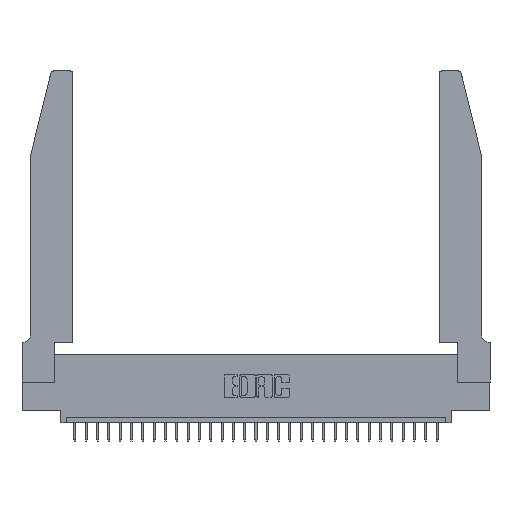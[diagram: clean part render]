
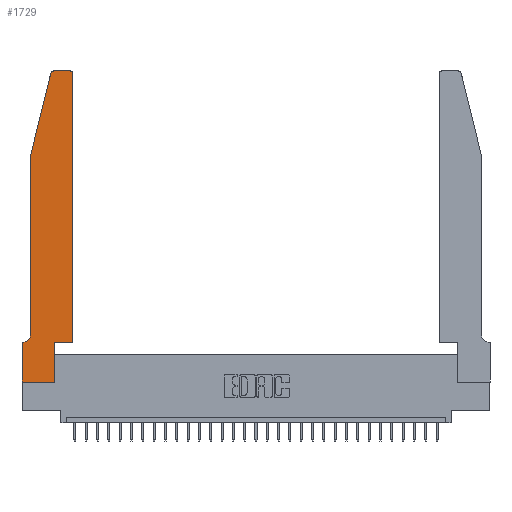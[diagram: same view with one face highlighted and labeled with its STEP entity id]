
A CAD part, top view. The second image highlights one B-rep face of the part: STEP entity #1729.
In plain terms, the highlighted planar face has unit normal (0, 0, 1).
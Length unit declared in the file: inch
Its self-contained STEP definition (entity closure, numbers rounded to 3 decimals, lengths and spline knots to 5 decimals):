
#324 = CARTESIAN_POINT ( 'NONE',  ( 0., 0., 0.37 ) ) ;
#1098 = CARTESIAN_POINT ( 'NONE',  ( 0.0755, 0.35, 0.37 ) ) ;
#1393 = CARTESIAN_POINT ( 'NONE',  ( 0.2865, 0.35, 0.37 ) ) ;
#1729 = ADVANCED_FACE ( 'NONE', ( #18325 ), #2709, .T. ) ;
#1862 = LINE ( 'NONE', #1098, #29202 ) ;
#1922 = ORIENTED_EDGE ( 'NONE', *, *, #5949, .T. ) ;
#2316 = CARTESIAN_POINT ( 'NONE',  ( 0.0055, 0.35, 0.37 ) ) ;
#2396 = CARTESIAN_POINT ( 'NONE',  ( 0.0755, 2., 0.37 ) ) ;
#2457 = ORIENTED_EDGE ( 'NONE', *, *, #9045, .T. ) ;
#2709 = PLANE ( 'NONE',  #19653 ) ;
#2967 = AXIS2_PLACEMENT_3D ( 'NONE', #5826, #10689, #27416 ) ;
#3189 = LINE ( 'NONE', #19738, #17443 ) ;
#3248 = CIRCLE ( 'NONE', #2967, 0.07 ) ;
#3718 = ORIENTED_EDGE ( 'NONE', *, *, #17555, .T. ) ;
#3912 = VECTOR ( 'NONE', #4046, 39.37008 ) ;
#4046 = DIRECTION ( 'NONE',  ( 0., 1., 0. ) ) ;
#4349 = CARTESIAN_POINT ( 'NONE',  ( 0.4505, 2.72, 0.37 ) ) ;
#4517 = ORIENTED_EDGE ( 'NONE', *, *, #13075, .T. ) ;
#4561 = CARTESIAN_POINT ( 'NONE',  ( 0.2865, 0.35, 0.37 ) ) ;
#4667 = DIRECTION ( 'NONE',  ( 0., -1., 0. ) ) ;
#4843 = DIRECTION ( 'NONE',  ( 0., 1., 0. ) ) ;
#4885 = VERTEX_POINT ( 'NONE', #5814 ) ;
#4941 = CARTESIAN_POINT ( 'NONE',  ( 0., 0.35, 0.37 ) ) ;
#5447 = DIRECTION ( 'NONE',  ( 0., -1., 0. ) ) ;
#5498 = DIRECTION ( 'NONE',  ( -0.239, -0.971, 0. ) ) ;
#5504 = VERTEX_POINT ( 'NONE', #4941 ) ;
#5814 = CARTESIAN_POINT ( 'NONE',  ( 0., 0., 0.37 ) ) ;
#5826 = CARTESIAN_POINT ( 'NONE',  ( 0.0055, 0.42, 0.37 ) ) ;
#5949 = EDGE_CURVE ( 'NONE', #26738, #18127, #19103, .T. ) ;
#5979 = CARTESIAN_POINT ( 'NONE',  ( 0.0755, 2., 0.37 ) ) ;
#6019 = EDGE_CURVE ( 'NONE', #20514, #5504, #1862, .T. ) ;
#6461 = LINE ( 'NONE', #324, #9839 ) ;
#7377 = VECTOR ( 'NONE', #4667, 39.37008 ) ;
#7388 = ORIENTED_EDGE ( 'NONE', *, *, #22579, .T. ) ;
#7421 = DIRECTION ( 'NONE',  ( 0., 0., 1. ) ) ;
#7708 = CARTESIAN_POINT ( 'NONE',  ( 0.4505, 0.35, 0.37 ) ) ;
#7985 = AXIS2_PLACEMENT_3D ( 'NONE', #29291, #29586, #10561 ) ;
#8051 = CARTESIAN_POINT ( 'NONE',  ( 0.0755, 0.42, 0.37 ) ) ;
#9045 = EDGE_CURVE ( 'NONE', #19190, #26738, #14753, .T. ) ;
#9482 = ORIENTED_EDGE ( 'NONE', *, *, #20217, .T. ) ;
#9839 = VECTOR ( 'NONE', #19813, 39.37008 ) ;
#10418 = CARTESIAN_POINT ( 'NONE',  ( 0.2865, 0., 0.37 ) ) ;
#10561 = DIRECTION ( 'NONE',  ( 1., 0., 0. ) ) ;
#10689 = DIRECTION ( 'NONE',  ( 0., 0., -1. ) ) ;
#11173 = DIRECTION ( 'NONE',  ( -1., 0., 0. ) ) ;
#11994 = EDGE_LOOP ( 'NONE', ( #13976, #2457, #1922, #4517, #18377, #26396, #27885, #9482, #30381, #3718, #28156, #7388 ) ) ;
#12164 = AXIS2_PLACEMENT_3D ( 'NONE', #27568, #25247, #21630 ) ;
#12169 = EDGE_CURVE ( 'NONE', #25931, #20514, #3248, .T. ) ;
#13075 = EDGE_CURVE ( 'NONE', #18127, #25931, #3189, .T. ) ;
#13923 = EDGE_CURVE ( 'NONE', #14951, #16452, #14772, .T. ) ;
#13948 = EDGE_CURVE ( 'NONE', #19698, #22367, #22265, .T. ) ;
#13976 = ORIENTED_EDGE ( 'NONE', *, *, #14574, .T. ) ;
#14574 = EDGE_CURVE ( 'NONE', #21553, #19190, #17390, .T. ) ;
#14753 = CIRCLE ( 'NONE', #12164, 0.03 ) ;
#14772 = LINE ( 'NONE', #28440, #3912 ) ;
#14951 = VERTEX_POINT ( 'NONE', #7708 ) ;
#16452 = VERTEX_POINT ( 'NONE', #4349 ) ;
#17036 = VECTOR ( 'NONE', #4843, 39.37008 ) ;
#17390 = LINE ( 'NONE', #25240, #27084 ) ;
#17443 = VECTOR ( 'NONE', #5447, 39.37008 ) ;
#17555 = EDGE_CURVE ( 'NONE', #22367, #14951, #17573, .T. ) ;
#17573 = LINE ( 'NONE', #17642, #18352 ) ;
#17642 = CARTESIAN_POINT ( 'NONE',  ( 0.4505, 0.35, 0.37 ) ) ;
#18127 = VERTEX_POINT ( 'NONE', #5979 ) ;
#18141 = CARTESIAN_POINT ( 'NONE',  ( 0.25487, 2.72718, 0.37 ) ) ;
#18325 = FACE_OUTER_BOUND ( 'NONE', #11994, .T. ) ;
#18352 = VECTOR ( 'NONE', #26951, 39.37008 ) ;
#18377 = ORIENTED_EDGE ( 'NONE', *, *, #12169, .T. ) ;
#19103 = LINE ( 'NONE', #2396, #20993 ) ;
#19190 = VERTEX_POINT ( 'NONE', #20869 ) ;
#19477 = CARTESIAN_POINT ( 'NONE',  ( 0., 0.35, 0.37 ) ) ;
#19653 = AXIS2_PLACEMENT_3D ( 'NONE', #19477, #7421, #24481 ) ;
#19698 = VERTEX_POINT ( 'NONE', #10418 ) ;
#19738 = CARTESIAN_POINT ( 'NONE',  ( 0.0755, 2., 0.37 ) ) ;
#19813 = DIRECTION ( 'NONE',  ( 1., 0., 0. ) ) ;
#20142 = DIRECTION ( 'NONE',  ( -1., 0., 0. ) ) ;
#20217 = EDGE_CURVE ( 'NONE', #4885, #19698, #6461, .T. ) ;
#20458 = CARTESIAN_POINT ( 'NONE',  ( 0.4205, 2.75, 0.37 ) ) ;
#20514 = VERTEX_POINT ( 'NONE', #2316 ) ;
#20869 = CARTESIAN_POINT ( 'NONE',  ( 0.284, 2.75, 0.37 ) ) ;
#20993 = VECTOR ( 'NONE', #5498, 39.37008 ) ;
#21553 = VERTEX_POINT ( 'NONE', #20458 ) ;
#21630 = DIRECTION ( 'NONE',  ( 1., 0., 0. ) ) ;
#22265 = LINE ( 'NONE', #4561, #17036 ) ;
#22367 = VERTEX_POINT ( 'NONE', #1393 ) ;
#22376 = LINE ( 'NONE', #26115, #7377 ) ;
#22579 = EDGE_CURVE ( 'NONE', #16452, #21553, #29516, .T. ) ;
#23918 = EDGE_CURVE ( 'NONE', #5504, #4885, #22376, .T. ) ;
#24481 = DIRECTION ( 'NONE',  ( 1., 0., 0. ) ) ;
#25240 = CARTESIAN_POINT ( 'NONE',  ( 0.2605, 2.75, 0.37 ) ) ;
#25247 = DIRECTION ( 'NONE',  ( 0., 0., 1. ) ) ;
#25931 = VERTEX_POINT ( 'NONE', #8051 ) ;
#26115 = CARTESIAN_POINT ( 'NONE',  ( 0., 0., 0.37 ) ) ;
#26396 = ORIENTED_EDGE ( 'NONE', *, *, #6019, .T. ) ;
#26738 = VERTEX_POINT ( 'NONE', #18141 ) ;
#26951 = DIRECTION ( 'NONE',  ( 1., 0., 0. ) ) ;
#27084 = VECTOR ( 'NONE', #20142, 39.37008 ) ;
#27416 = DIRECTION ( 'NONE',  ( -1., 0., 0. ) ) ;
#27568 = CARTESIAN_POINT ( 'NONE',  ( 0.284, 2.72, 0.37 ) ) ;
#27885 = ORIENTED_EDGE ( 'NONE', *, *, #23918, .T. ) ;
#28156 = ORIENTED_EDGE ( 'NONE', *, *, #13923, .T. ) ;
#28440 = CARTESIAN_POINT ( 'NONE',  ( 0.4505, 0.35, 0.37 ) ) ;
#29202 = VECTOR ( 'NONE', #11173, 39.37008 ) ;
#29291 = CARTESIAN_POINT ( 'NONE',  ( 0.4205, 2.72, 0.37 ) ) ;
#29516 = CIRCLE ( 'NONE', #7985, 0.03 ) ;
#29586 = DIRECTION ( 'NONE',  ( 0., 0., 1. ) ) ;
#30381 = ORIENTED_EDGE ( 'NONE', *, *, #13948, .T. ) ;
